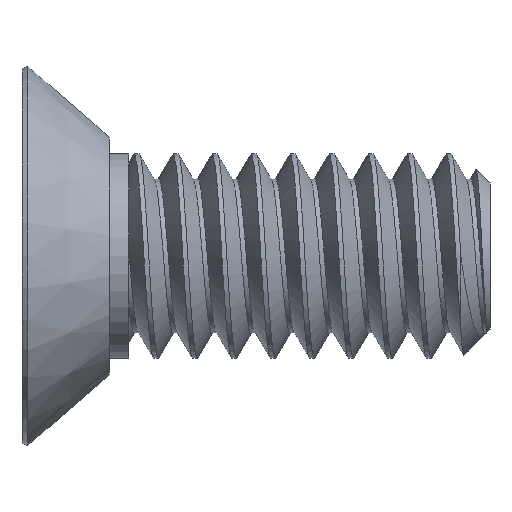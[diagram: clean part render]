
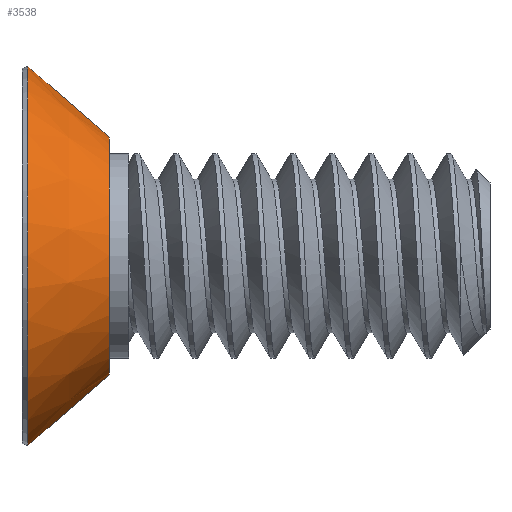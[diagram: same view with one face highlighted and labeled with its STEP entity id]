
A CAD part, top view. The second image highlights one B-rep face of the part: STEP entity #3538.
In plain terms, the highlighted conical face has half-angle 41 degrees and reference radius 2.417 mm.
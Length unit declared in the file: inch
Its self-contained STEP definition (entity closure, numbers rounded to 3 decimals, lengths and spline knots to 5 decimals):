
#22 = VERTEX_POINT ( 'NONE', #253 ) ;
#131 = EDGE_CURVE ( 'NONE', #1516, #3109, #409, .T. ) ;
#143 = LINE ( 'NONE', #479, #2819 ) ;
#173 = DIRECTION ( 'NONE',  ( -1., 0., 0. ) ) ;
#253 = CARTESIAN_POINT ( 'NONE',  ( -0.18279, 0.15191, 0. ) ) ;
#317 = VERTEX_POINT ( 'NONE', #460 ) ;
#409 = CIRCLE ( 'NONE', #2437, 0.09515 ) ;
#460 = CARTESIAN_POINT ( 'NONE',  ( -0.18279, -0.15191, 0. ) ) ;
#479 = CARTESIAN_POINT ( 'NONE',  ( -0.1175, 0.09515, 0. ) ) ;
#529 = AXIS2_PLACEMENT_3D ( 'NONE', #892, #3063, #2817 ) ;
#870 = LINE ( 'NONE', #2688, #2448 ) ;
#892 = CARTESIAN_POINT ( 'NONE',  ( -0.1175, 0., 0. ) ) ;
#1014 = ORIENTED_EDGE ( 'NONE', *, *, #2957, .T. ) ;
#1088 = CONICAL_SURFACE ( 'NONE', #529, 0.09515, 0.716 ) ;
#1113 = EDGE_CURVE ( 'NONE', #1516, #317, #870, .T. ) ;
#1516 = VERTEX_POINT ( 'NONE', #3350 ) ;
#1609 = DIRECTION ( 'NONE',  ( 1., 0., 0. ) ) ;
#1840 = DIRECTION ( 'NONE',  ( 0., -1., 0. ) ) ;
#1876 = DIRECTION ( 'NONE',  ( -0.755, -0.656, 0. ) ) ;
#2233 = CARTESIAN_POINT ( 'NONE',  ( -0.1175, 0.09515, 0. ) ) ;
#2333 = AXIS2_PLACEMENT_3D ( 'NONE', #2700, #1609, #2712 ) ;
#2365 = CARTESIAN_POINT ( 'NONE',  ( -0.1175, 0., 0. ) ) ;
#2377 = ORIENTED_EDGE ( 'NONE', *, *, #131, .T. ) ;
#2387 = DIRECTION ( 'NONE',  ( -0.755, 0.656, 0. ) ) ;
#2437 = AXIS2_PLACEMENT_3D ( 'NONE', #2365, #173, #1840 ) ;
#2448 = VECTOR ( 'NONE', #1876, 39.37008 ) ;
#2591 = ORIENTED_EDGE ( 'NONE', *, *, #1113, .F. ) ;
#2628 = ORIENTED_EDGE ( 'NONE', *, *, #2798, .T. ) ;
#2688 = CARTESIAN_POINT ( 'NONE',  ( -0.1175, -0.09515, 0. ) ) ;
#2700 = CARTESIAN_POINT ( 'NONE',  ( -0.18279, 0., 0. ) ) ;
#2712 = DIRECTION ( 'NONE',  ( 0., 1., 0. ) ) ;
#2796 = EDGE_LOOP ( 'NONE', ( #2377, #2628, #1014, #2591 ) ) ;
#2798 = EDGE_CURVE ( 'NONE', #3109, #22, #143, .T. ) ;
#2817 = DIRECTION ( 'NONE',  ( 0., -1., 0. ) ) ;
#2819 = VECTOR ( 'NONE', #2387, 39.37008 ) ;
#2840 = FACE_OUTER_BOUND ( 'NONE', #2796, .T. ) ;
#2957 = EDGE_CURVE ( 'NONE', #22, #317, #3223, .T. ) ;
#3063 = DIRECTION ( 'NONE',  ( -1., 0., 0. ) ) ;
#3109 = VERTEX_POINT ( 'NONE', #2233 ) ;
#3223 = CIRCLE ( 'NONE', #2333, 0.15191 ) ;
#3350 = CARTESIAN_POINT ( 'NONE',  ( -0.1175, -0.09515, 0. ) ) ;
#3538 = ADVANCED_FACE ( 'NONE', ( #2840 ), #1088, .T. ) ;
